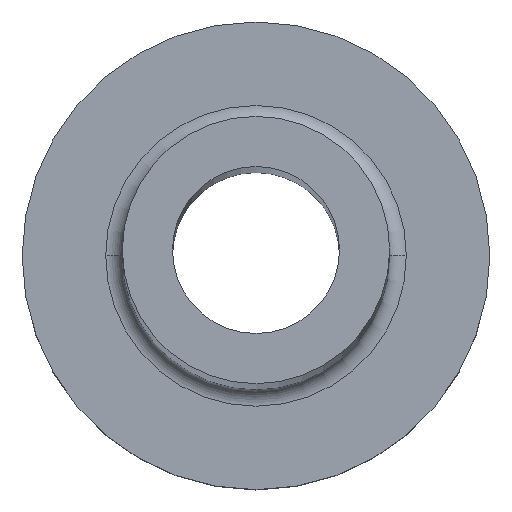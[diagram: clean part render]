
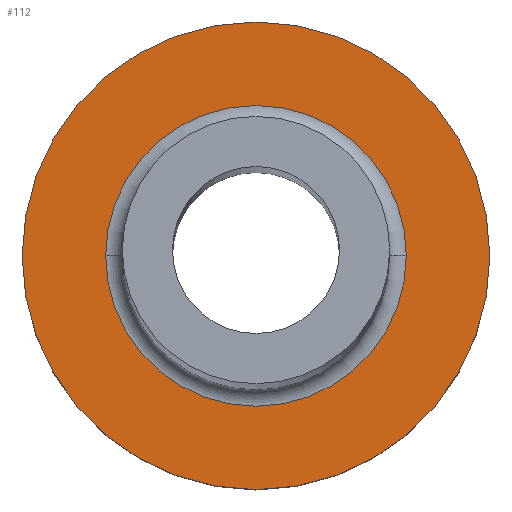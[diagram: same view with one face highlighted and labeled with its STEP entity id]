
A CAD part, top view. The second image highlights one B-rep face of the part: STEP entity #112.
In plain terms, the highlighted planar face has unit normal (0, 0, 1).
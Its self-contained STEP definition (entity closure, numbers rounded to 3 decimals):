
#20 = CARTESIAN_POINT ( 'NONE',  ( 7., 0., 5. ) ) ;
#25 = CARTESIAN_POINT ( 'NONE',  ( -4.5, 0., 5. ) ) ;
#33 = AXIS2_PLACEMENT_3D ( 'NONE', #344, #132, #49 ) ;
#47 = DIRECTION ( 'NONE',  ( 1., 0., 0. ) ) ;
#48 = CIRCLE ( 'NONE', #105, 7. ) ;
#49 = DIRECTION ( 'NONE',  ( 1., 0., 0. ) ) ;
#54 = EDGE_LOOP ( 'NONE', ( #248, #377 ) ) ;
#65 = ORIENTED_EDGE ( 'NONE', *, *, #182, .T. ) ;
#70 = VERTEX_POINT ( 'NONE', #298 ) ;
#78 = CARTESIAN_POINT ( 'NONE',  ( 0., 0., 5. ) ) ;
#105 = AXIS2_PLACEMENT_3D ( 'NONE', #351, #163, #262 ) ;
#110 = EDGE_CURVE ( 'NONE', #267, #195, #181, .T. ) ;
#112 = ADVANCED_FACE ( 'NONE', ( #192, #156 ), #338, .T. ) ;
#126 = CARTESIAN_POINT ( 'NONE',  ( 0., 0., 5. ) ) ;
#132 = DIRECTION ( 'NONE',  ( 0., 0., -1. ) ) ;
#135 = DIRECTION ( 'NONE',  ( 0., 0., 1. ) ) ;
#155 = AXIS2_PLACEMENT_3D ( 'NONE', #126, #287, #254 ) ;
#156 = FACE_OUTER_BOUND ( 'NONE', #233, .T. ) ;
#161 = ORIENTED_EDGE ( 'NONE', *, *, #314, .T. ) ;
#163 = DIRECTION ( 'NONE',  ( 0., 0., 1. ) ) ;
#167 = CARTESIAN_POINT ( 'NONE',  ( 4.5, 0., 5. ) ) ;
#179 = AXIS2_PLACEMENT_3D ( 'NONE', #78, #135, #309 ) ;
#181 = CIRCLE ( 'NONE', #155, 4.5 ) ;
#182 = EDGE_CURVE ( 'NONE', #70, #316, #48, .T. ) ;
#192 = FACE_BOUND ( 'NONE', #54, .T. ) ;
#195 = VERTEX_POINT ( 'NONE', #167 ) ;
#233 = EDGE_LOOP ( 'NONE', ( #65, #161 ) ) ;
#235 = CIRCLE ( 'NONE', #244, 7. ) ;
#244 = AXIS2_PLACEMENT_3D ( 'NONE', #311, #280, #47 ) ;
#248 = ORIENTED_EDGE ( 'NONE', *, *, #326, .T. ) ;
#254 = DIRECTION ( 'NONE',  ( 1., 0., 0. ) ) ;
#262 = DIRECTION ( 'NONE',  ( 1., 0., 0. ) ) ;
#267 = VERTEX_POINT ( 'NONE', #25 ) ;
#280 = DIRECTION ( 'NONE',  ( 0., 0., 1. ) ) ;
#287 = DIRECTION ( 'NONE',  ( 0., 0., -1. ) ) ;
#298 = CARTESIAN_POINT ( 'NONE',  ( -7., 0., 5. ) ) ;
#302 = CIRCLE ( 'NONE', #33, 4.5 ) ;
#309 = DIRECTION ( 'NONE',  ( 1., 0., 0. ) ) ;
#311 = CARTESIAN_POINT ( 'NONE',  ( 0., 0., 5. ) ) ;
#314 = EDGE_CURVE ( 'NONE', #316, #70, #235, .T. ) ;
#316 = VERTEX_POINT ( 'NONE', #20 ) ;
#326 = EDGE_CURVE ( 'NONE', #195, #267, #302, .T. ) ;
#338 = PLANE ( 'NONE',  #179 ) ;
#344 = CARTESIAN_POINT ( 'NONE',  ( 0., 0., 5. ) ) ;
#351 = CARTESIAN_POINT ( 'NONE',  ( 0., 0., 5. ) ) ;
#377 = ORIENTED_EDGE ( 'NONE', *, *, #110, .T. ) ;
